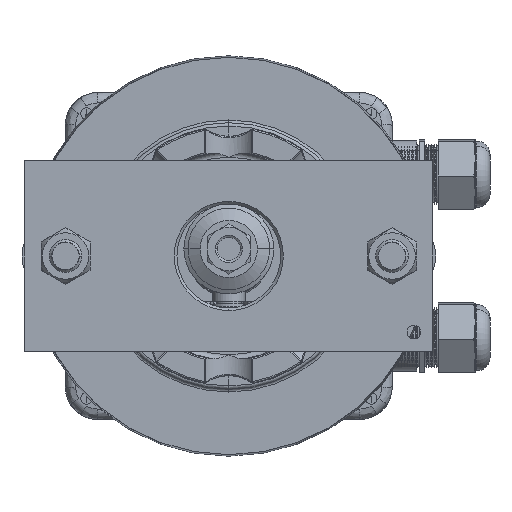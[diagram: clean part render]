
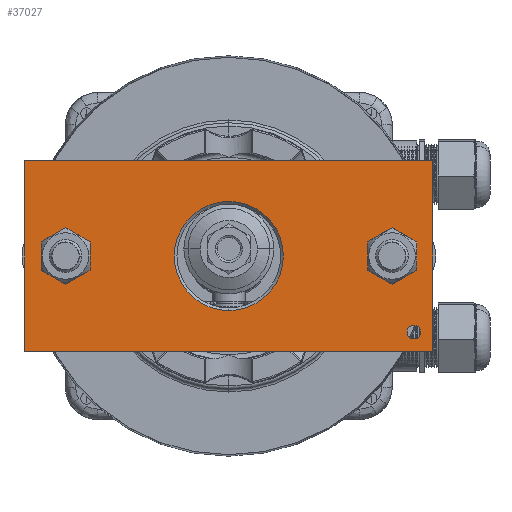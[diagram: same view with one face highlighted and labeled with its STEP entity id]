
A CAD part, front view. The second image highlights one B-rep face of the part: STEP entity #37027.
In plain terms, the highlighted face is planar.
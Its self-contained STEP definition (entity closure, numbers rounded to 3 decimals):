
#131 = VERTEX_POINT ( 'NONE', #32171 ) ;
#1278 = CARTESIAN_POINT ( 'NONE',  ( 75., 20., -35. ) ) ;
#6905 = AXIS2_PLACEMENT_3D ( 'NONE', #28854, #28856, #28858 ) ;
#6908 = AXIS2_PLACEMENT_3D ( 'NONE', #28883, #28885, #28887 ) ;
#6916 = AXIS2_PLACEMENT_3D ( 'NONE', #29045, #29047, #29049 ) ;
#6917 = AXIS2_PLACEMENT_3D ( 'NONE', #29061, #29062, #29064 ) ;
#6918 = AXIS2_PLACEMENT_3D ( 'NONE', #29120, #29121, #29123 ) ;
#6919 = AXIS2_PLACEMENT_3D ( 'NONE', #29129, #29131, #29133 ) ;
#6920 = AXIS2_PLACEMENT_3D ( 'NONE', #29137, #29139, #29141 ) ;
#6921 = AXIS2_PLACEMENT_3D ( 'NONE', #29159, #29161, #29162 ) ;
#12613 = EDGE_CURVE ( 'NONE', #20728, #20731, #25923, .T. ) ;
#12618 = EDGE_CURVE ( 'NONE', #20736, #20737, #25931, .T. ) ;
#12637 = EDGE_CURVE ( 'NONE', #20729, #20053, #25953, .T. ) ;
#12640 = EDGE_CURVE ( 'NONE', #20054, #20055, #25961, .T. ) ;
#12647 = EDGE_CURVE ( 'NONE', #20731, #20728, #25972, .T. ) ;
#12648 = EDGE_CURVE ( 'NONE', #20737, #20736, #25976, .T. ) ;
#12649 = EDGE_CURVE ( 'NONE', #20055, #20054, #25977, .T. ) ;
#12650 = EDGE_CURVE ( 'NONE', #20051, #29908, #25978, .T. ) ;
#12651 = EDGE_CURVE ( 'NONE', #29908, #20058, #25975, .T. ) ;
#12652 = EDGE_CURVE ( 'NONE', #20058, #131, #25981, .T. ) ;
#12653 = EDGE_CURVE ( 'NONE', #131, #20051, #25983, .T. ) ;
#12654 = EDGE_CURVE ( 'NONE', #20053, #20729, #25985, .T. ) ;
#19134 = CARTESIAN_POINT ( 'NONE',  ( -75., 20., -35. ) ) ;
#19137 = CARTESIAN_POINT ( 'NONE',  ( 75., 20., 35. ) ) ;
#19139 = CARTESIAN_POINT ( 'NONE',  ( 60., 20., -6.1 ) ) ;
#19140 = CARTESIAN_POINT ( 'NONE',  ( -60., 20., 6.1 ) ) ;
#19141 = CARTESIAN_POINT ( 'NONE',  ( 60., 20., 6.1 ) ) ;
#19245 = CARTESIAN_POINT ( 'NONE',  ( -68., 20., -25.5 ) ) ;
#19246 = CARTESIAN_POINT ( 'NONE',  ( -60., 20., -6.1 ) ) ;
#19248 = CARTESIAN_POINT ( 'NONE',  ( -68., 20., -30.5 ) ) ;
#19253 = CARTESIAN_POINT ( 'NONE',  ( 0., 20., 20.05 ) ) ;
#19254 = CARTESIAN_POINT ( 'NONE',  ( 0., 20., -20.05 ) ) ;
#20051 = VERTEX_POINT ( 'NONE', #19137 ) ;
#20053 = VERTEX_POINT ( 'NONE', #19140 ) ;
#20054 = VERTEX_POINT ( 'NONE', #19139 ) ;
#20055 = VERTEX_POINT ( 'NONE', #19141 ) ;
#20058 = VERTEX_POINT ( 'NONE', #19134 ) ;
#20344 = ORIENTED_EDGE ( 'NONE', *, *, #12654, .F. ) ;
#20345 = ORIENTED_EDGE ( 'NONE', *, *, #12637, .F. ) ;
#20346 = ORIENTED_EDGE ( 'NONE', *, *, #12653, .T. ) ;
#20347 = ORIENTED_EDGE ( 'NONE', *, *, #12652, .T. ) ;
#20348 = ORIENTED_EDGE ( 'NONE', *, *, #12651, .T. ) ;
#20349 = ORIENTED_EDGE ( 'NONE', *, *, #12650, .T. ) ;
#20350 = ORIENTED_EDGE ( 'NONE', *, *, #12649, .F. ) ;
#20351 = ORIENTED_EDGE ( 'NONE', *, *, #12640, .F. ) ;
#20352 = ORIENTED_EDGE ( 'NONE', *, *, #12648, .T. ) ;
#20353 = ORIENTED_EDGE ( 'NONE', *, *, #12618, .T. ) ;
#20354 = ORIENTED_EDGE ( 'NONE', *, *, #12613, .T. ) ;
#20355 = ORIENTED_EDGE ( 'NONE', *, *, #12647, .T. ) ;
#20728 = VERTEX_POINT ( 'NONE', #19245 ) ;
#20729 = VERTEX_POINT ( 'NONE', #19246 ) ;
#20731 = VERTEX_POINT ( 'NONE', #19248 ) ;
#20736 = VERTEX_POINT ( 'NONE', #19253 ) ;
#20737 = VERTEX_POINT ( 'NONE', #19254 ) ;
#20790 = EDGE_LOOP ( 'NONE', ( #20345, #20344 ) ) ;
#20791 = EDGE_LOOP ( 'NONE', ( #20355, #20354 ) ) ;
#20792 = EDGE_LOOP ( 'NONE', ( #20353, #20352 ) ) ;
#20793 = EDGE_LOOP ( 'NONE', ( #20349, #20348, #20347, #20346 ) ) ;
#20820 = EDGE_LOOP ( 'NONE', ( #20351, #20350 ) ) ;
#25923 = CIRCLE ( 'NONE', #6905, 2.5 ) ;
#25931 = CIRCLE ( 'NONE', #6908, 20.05 ) ;
#25953 = CIRCLE ( 'NONE', #6916, 6.1 ) ;
#25961 = CIRCLE ( 'NONE', #6917, 6.1 ) ;
#25972 = CIRCLE ( 'NONE', #6918, 2.5 ) ;
#25975 = LINE ( 'NONE', #29136, #25982 ) ;
#25976 = CIRCLE ( 'NONE', #6919, 20.05 ) ;
#25977 = CIRCLE ( 'NONE', #6920, 6.1 ) ;
#25978 = LINE ( 'NONE', #29125, #25980 ) ;
#25980 = VECTOR ( 'NONE', #29127, 1000. ) ;
#25981 = LINE ( 'NONE', #29147, #25984 ) ;
#25982 = VECTOR ( 'NONE', #29143, 1000. ) ;
#25983 = LINE ( 'NONE', #29152, #25986 ) ;
#25984 = VECTOR ( 'NONE', #29150, 1000. ) ;
#25985 = CIRCLE ( 'NONE', #6921, 6.1 ) ;
#25986 = VECTOR ( 'NONE', #29154, 1000. ) ;
#28854 = CARTESIAN_POINT ( 'NONE',  ( -68., 20., -28. ) ) ;
#28856 = DIRECTION ( 'NONE',  ( 0., -1., 0. ) ) ;
#28858 = DIRECTION ( 'NONE',  ( 0., 0., -1. ) ) ;
#28883 = CARTESIAN_POINT ( 'NONE',  ( 0., 20., 0. ) ) ;
#28885 = DIRECTION ( 'NONE',  ( 0., -1., 0. ) ) ;
#28887 = DIRECTION ( 'NONE',  ( 0., 0., -1. ) ) ;
#29045 = CARTESIAN_POINT ( 'NONE',  ( -60., 20., 0. ) ) ;
#29047 = DIRECTION ( 'NONE',  ( 0., 1., 0. ) ) ;
#29049 = DIRECTION ( 'NONE',  ( 0., 0., -1. ) ) ;
#29061 = CARTESIAN_POINT ( 'NONE',  ( 60., 20., 0. ) ) ;
#29062 = DIRECTION ( 'NONE',  ( 0., 1., 0. ) ) ;
#29064 = DIRECTION ( 'NONE',  ( 0., 0., 1. ) ) ;
#29120 = CARTESIAN_POINT ( 'NONE',  ( -68., 20., -28. ) ) ;
#29121 = DIRECTION ( 'NONE',  ( 0., -1., 0. ) ) ;
#29123 = DIRECTION ( 'NONE',  ( 0., 0., -1. ) ) ;
#29125 = CARTESIAN_POINT ( 'NONE',  ( 75., 20., -35. ) ) ;
#29127 = DIRECTION ( 'NONE',  ( 0., 0., -1. ) ) ;
#29129 = CARTESIAN_POINT ( 'NONE',  ( 0., 20., 0. ) ) ;
#29131 = DIRECTION ( 'NONE',  ( 0., -1., 0. ) ) ;
#29133 = DIRECTION ( 'NONE',  ( 0., 0., -1. ) ) ;
#29136 = CARTESIAN_POINT ( 'NONE',  ( 75., 20., -35. ) ) ;
#29137 = CARTESIAN_POINT ( 'NONE',  ( 60., 20., 0. ) ) ;
#29139 = DIRECTION ( 'NONE',  ( 0., 1., 0. ) ) ;
#29141 = DIRECTION ( 'NONE',  ( 0., 0., 1. ) ) ;
#29143 = DIRECTION ( 'NONE',  ( -1., 0., 0. ) ) ;
#29147 = CARTESIAN_POINT ( 'NONE',  ( -75., 20., -35. ) ) ;
#29150 = DIRECTION ( 'NONE',  ( 0., 0., 1. ) ) ;
#29152 = CARTESIAN_POINT ( 'NONE',  ( 75., 20., 35. ) ) ;
#29154 = DIRECTION ( 'NONE',  ( 1., 0., 0. ) ) ;
#29159 = CARTESIAN_POINT ( 'NONE',  ( -60., 20., 0. ) ) ;
#29161 = DIRECTION ( 'NONE',  ( 0., 1., 0. ) ) ;
#29162 = DIRECTION ( 'NONE',  ( 0., 0., -1. ) ) ;
#29908 = VERTEX_POINT ( 'NONE', #1278 ) ;
#32171 = CARTESIAN_POINT ( 'NONE',  ( -75., 20., 35. ) ) ;
#33160 = AXIS2_PLACEMENT_3D ( 'NONE', #34604, #34601, #34606 ) ;
#34601 = DIRECTION ( 'NONE',  ( 0., -1., 0. ) ) ;
#34602 = PLANE ( 'NONE',  #33160 ) ;
#34604 = CARTESIAN_POINT ( 'NONE',  ( 0., 20., 0. ) ) ;
#34606 = DIRECTION ( 'NONE',  ( 0., 0., -1. ) ) ;
#37027 = ADVANCED_FACE ( 'NONE', ( #38773, #38777, #38768, #38766, #38775 ), #34602, .F. ) ;
#38766 = FACE_OUTER_BOUND ( 'NONE', #20793, .T. ) ;
#38768 = FACE_BOUND ( 'NONE', #20820, .T. ) ;
#38773 = FACE_BOUND ( 'NONE', #20791, .T. ) ;
#38775 = FACE_BOUND ( 'NONE', #20790, .T. ) ;
#38777 = FACE_BOUND ( 'NONE', #20792, .T. ) ;
